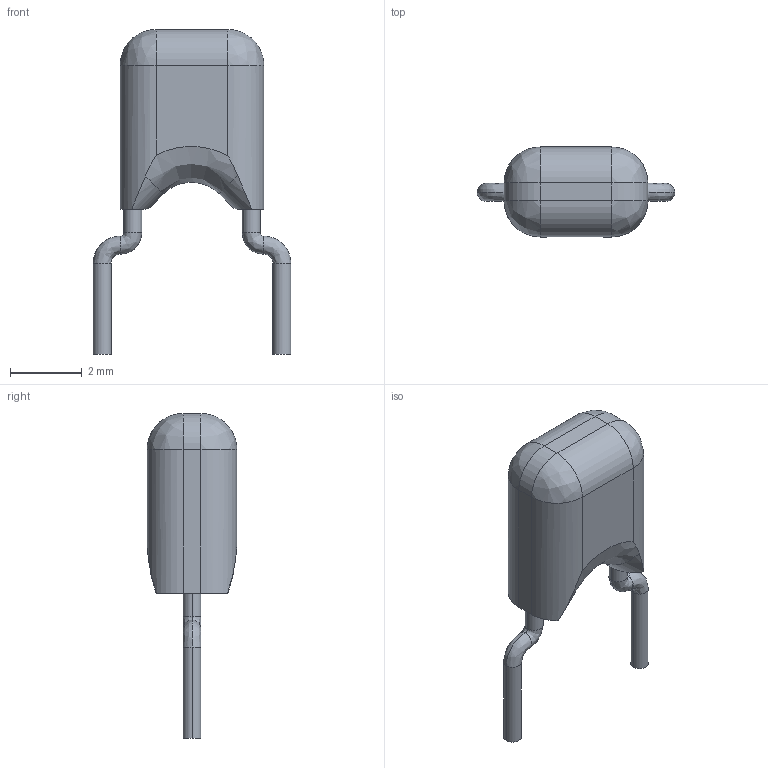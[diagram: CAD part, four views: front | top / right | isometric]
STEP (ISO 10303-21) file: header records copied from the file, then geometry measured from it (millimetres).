
FILE_DESCRIPTION (( 'STEP AP214' ), '1' );
FILE_NAME ('A0DA2EB7-7A7F-4AE4-A0C2-8550AEA9F97E.STEP', '2023-04-17T13:18:24', ( '' ), ( '' ), 'SwSTEP 2.0', 'SolidWorks 2022', '' );
FILE_SCHEMA (( 'AUTOMOTIVE_DESIGN' ));
Length unit declared in the file: millimetre
Products named in the file (1): A0DA2EB7-7A7F-4AE4-A0C2-8550AEA9F97E
Bounding box: 5.5 x 2.5 x 9.04 mm (x, y, z)
Volume: 41 mm3; surface area: 79.6 mm2
Topology: 1 solids, 1 shells, 52 faces, 112 edges, 64 vertices
Faces by surface type: cylinder 27, bspline 14, plane 11
Entity records: 1593 total; most frequent: CARTESIAN_POINT 495, DIRECTION 226, ORIENTED_EDGE 224, EDGE_CURVE 112, AXIS2_PLACEMENT_3D 93, VERTEX_POINT 64, CIRCLE 54, EDGE_LOOP 54
